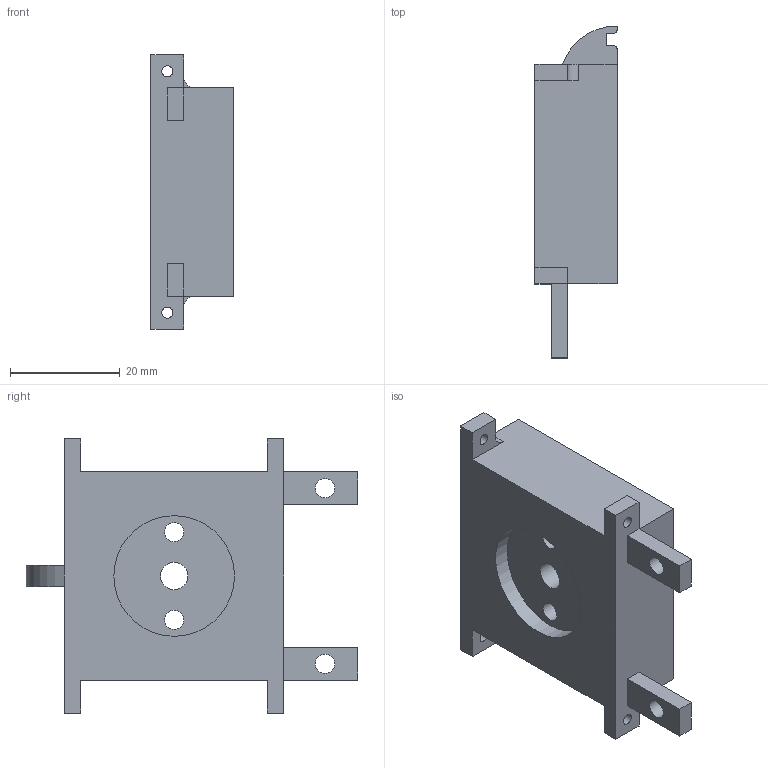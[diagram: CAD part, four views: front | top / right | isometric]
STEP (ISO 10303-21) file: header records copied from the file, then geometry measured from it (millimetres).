
FILE_DESCRIPTION(/* description */ (''),/* implementation_level */ '2;1');
FILE_NAME(/* name */ 'bratzahvatstp.stp',/* time_stamp */ '2025-01-16T15:16:02+03:00',/* author */ ('Phantom'),/* organization */ (''),/* preprocessor_version */ 'ST-DEVELOPER v20',/* originating_system */ 'Autodesk Inventor 2025',/* authorisation */ '');
FILE_SCHEMA (('AUTOMOTIVE_DESIGN { 1 0 10303 214 3 1 1 }'));
Length unit declared in the file: millimetre
Products named in the file (1): BRATZAHVAT
Bounding box: 15 x 60.5 x 50 mm (x, y, z)
Volume: 21764.5 mm3; surface area: 7254.5 mm2
Topology: 1 solids, 1 shells, 65 faces, 174 edges, 114 vertices
Faces by surface type: plane 50, cylinder 15
Full cylindrical faces by diameter (mm): 2 x4, 3.5 x4, 5 x1, 22 x1
Entity records: 2089 total; most frequent: CARTESIAN_POINT 354, ORIENTED_EDGE 348, DIRECTION 336, EDGE_CURVE 174, LINE 144, VECTOR 144, VERTEX_POINT 114, AXIS2_PLACEMENT_3D 96
